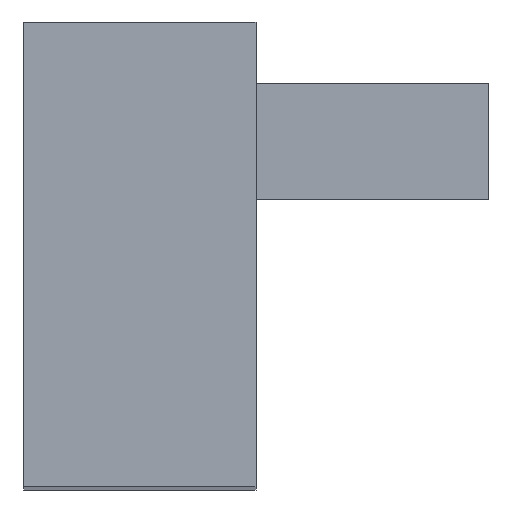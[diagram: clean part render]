
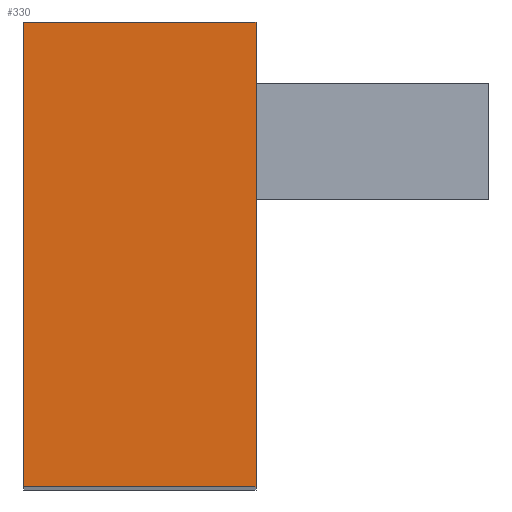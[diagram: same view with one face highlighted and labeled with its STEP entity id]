
A CAD part, top view. The second image highlights one B-rep face of the part: STEP entity #330.
In plain terms, the highlighted planar face has unit normal (0, 0, 1).
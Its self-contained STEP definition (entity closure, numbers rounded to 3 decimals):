
#2 = EDGE_CURVE ( 'NONE', #535, #13, #60, .T. ) ;
#5 = CARTESIAN_POINT ( 'NONE',  ( -38., -2., 17. ) ) ;
#13 = VERTEX_POINT ( 'NONE', #595 ) ;
#24 = EDGE_CURVE ( 'NONE', #203, #13, #92, .T. ) ;
#32 = CARTESIAN_POINT ( 'NONE',  ( -34., -2., 17. ) ) ;
#60 = LINE ( 'NONE', #233, #705 ) ;
#76 = LINE ( 'NONE', #616, #461 ) ;
#92 = LINE ( 'NONE', #596, #216 ) ;
#104 = ORIENTED_EDGE ( 'NONE', *, *, #669, .T. ) ;
#122 = CARTESIAN_POINT ( 'NONE',  ( -38., 6., 17. ) ) ;
#137 = CARTESIAN_POINT ( 'NONE',  ( -38., 2., 17. ) ) ;
#196 = AXIS2_PLACEMENT_3D ( 'NONE', #686, #363, #456 ) ;
#203 = VERTEX_POINT ( 'NONE', #122 ) ;
#207 = VECTOR ( 'NONE', #249, 1000. ) ;
#216 = VECTOR ( 'NONE', #329, 1000. ) ;
#230 = FACE_OUTER_BOUND ( 'NONE', #589, .T. ) ;
#233 = CARTESIAN_POINT ( 'NONE',  ( -34., -2., 17. ) ) ;
#249 = DIRECTION ( 'NONE',  ( 0., 1., 0. ) ) ;
#268 = ORIENTED_EDGE ( 'NONE', *, *, #2, .T. ) ;
#300 = VERTEX_POINT ( 'NONE', #5 ) ;
#321 = DIRECTION ( 'NONE',  ( 0., 1., 0. ) ) ;
#329 = DIRECTION ( 'NONE',  ( 1., 0., 0. ) ) ;
#330 = ADVANCED_FACE ( 'NONE', ( #230 ), #459, .T. ) ;
#363 = DIRECTION ( 'NONE',  ( 0., 0., 1. ) ) ;
#385 = EDGE_CURVE ( 'NONE', #300, #203, #429, .T. ) ;
#429 = LINE ( 'NONE', #137, #207 ) ;
#456 = DIRECTION ( 'NONE',  ( 1., 0., 0. ) ) ;
#459 = PLANE ( 'NONE',  #196 ) ;
#461 = VECTOR ( 'NONE', #562, 1000. ) ;
#495 = ORIENTED_EDGE ( 'NONE', *, *, #24, .F. ) ;
#526 = ORIENTED_EDGE ( 'NONE', *, *, #385, .F. ) ;
#535 = VERTEX_POINT ( 'NONE', #32 ) ;
#562 = DIRECTION ( 'NONE',  ( 1., 0., 0. ) ) ;
#589 = EDGE_LOOP ( 'NONE', ( #526, #104, #268, #495 ) ) ;
#595 = CARTESIAN_POINT ( 'NONE',  ( -34., 6., 17. ) ) ;
#596 = CARTESIAN_POINT ( 'NONE',  ( -34., 6., 17. ) ) ;
#616 = CARTESIAN_POINT ( 'NONE',  ( -34., -2., 17. ) ) ;
#669 = EDGE_CURVE ( 'NONE', #300, #535, #76, .T. ) ;
#686 = CARTESIAN_POINT ( 'NONE',  ( -34., -2., 17. ) ) ;
#705 = VECTOR ( 'NONE', #321, 1000. ) ;
